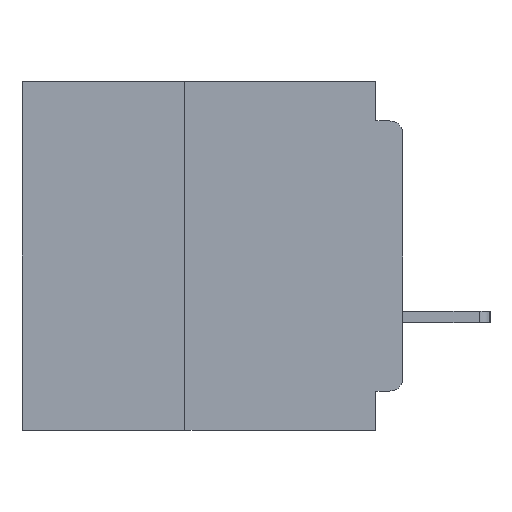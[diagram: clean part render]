
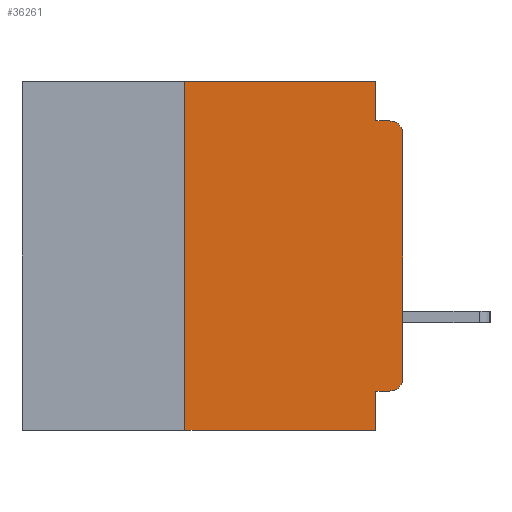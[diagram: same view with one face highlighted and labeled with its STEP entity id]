
A CAD part, left-side view. The second image highlights one B-rep face of the part: STEP entity #36261.
In plain terms, the highlighted planar face has unit normal (-1, 0, 0).
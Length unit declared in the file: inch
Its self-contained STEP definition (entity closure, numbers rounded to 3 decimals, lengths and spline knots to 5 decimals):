
#2067 = VERTEX_POINT ( 'NONE', #15663 ) ;
#4137 = CARTESIAN_POINT ( 'NONE',  ( 0., 0.437, -0.4 ) ) ;
#4291 = EDGE_CURVE ( 'NONE', #22961, #2067, #10781, .T. ) ;
#4425 = LINE ( 'NONE', #23658, #34097 ) ;
#6992 = LINE ( 'NONE', #4137, #35423 ) ;
#7083 = EDGE_CURVE ( 'NONE', #16634, #22961, #4425, .T. ) ;
#7374 = LINE ( 'NONE', #12103, #46886 ) ;
#7580 = CARTESIAN_POINT ( 'NONE',  ( 0., 0.437, 0. ) ) ;
#7761 = CARTESIAN_POINT ( 'NONE',  ( 0., 0.031, -0.045 ) ) ;
#8021 = DIRECTION ( 'NONE',  ( 0., -1., 0. ) ) ;
#8172 = AXIS2_PLACEMENT_3D ( 'NONE', #37854, #14885, #41647 ) ;
#8492 = EDGE_CURVE ( 'NONE', #19107, #46197, #36493, .T. ) ;
#8506 = ORIENTED_EDGE ( 'NONE', *, *, #17395, .F. ) ;
#9194 = VERTEX_POINT ( 'NONE', #14713 ) ;
#9561 = VECTOR ( 'NONE', #29315, 39.37008 ) ;
#9911 = ORIENTED_EDGE ( 'NONE', *, *, #4291, .F. ) ;
#10309 = VERTEX_POINT ( 'NONE', #7761 ) ;
#10781 = LINE ( 'NONE', #25440, #9561 ) ;
#11432 = DIRECTION ( 'NONE',  ( -1., 0., 0. ) ) ;
#11562 = CARTESIAN_POINT ( 'NONE',  ( 0., 0.437, 0. ) ) ;
#12103 = CARTESIAN_POINT ( 'NONE',  ( 0., 0., -0.045 ) ) ;
#12443 = VECTOR ( 'NONE', #35584, 39.37008 ) ;
#12983 = EDGE_CURVE ( 'NONE', #22561, #10309, #22998, .T. ) ;
#13357 = CARTESIAN_POINT ( 'NONE',  ( 0., 0.015, -0.045 ) ) ;
#13393 = CARTESIAN_POINT ( 'NONE',  ( 0., 0.25, -0.4 ) ) ;
#13549 = AXIS2_PLACEMENT_3D ( 'NONE', #7580, #45930, #23320 ) ;
#13668 = ORIENTED_EDGE ( 'NONE', *, *, #7083, .F. ) ;
#14713 = CARTESIAN_POINT ( 'NONE',  ( 0., 0., -0.34 ) ) ;
#14885 = DIRECTION ( 'NONE',  ( -1., 0., 0. ) ) ;
#15663 = CARTESIAN_POINT ( 'NONE',  ( 0., 0.031, -0.4 ) ) ;
#16068 = VECTOR ( 'NONE', #40249, 39.37008 ) ;
#16634 = VERTEX_POINT ( 'NONE', #45935 ) ;
#16975 = VERTEX_POINT ( 'NONE', #13357 ) ;
#17395 = EDGE_CURVE ( 'NONE', #10309, #16975, #7374, .T. ) ;
#18186 = CARTESIAN_POINT ( 'NONE',  ( 0., 0.25, 0. ) ) ;
#19107 = VERTEX_POINT ( 'NONE', #42028 ) ;
#19384 = PLANE ( 'NONE',  #13549 ) ;
#19459 = DIRECTION ( 'NONE',  ( 0., -1., 0. ) ) ;
#20027 = CIRCLE ( 'NONE', #8172, 0.015 ) ;
#21472 = ORIENTED_EDGE ( 'NONE', *, *, #37390, .F. ) ;
#22561 = VERTEX_POINT ( 'NONE', #36086 ) ;
#22961 = VERTEX_POINT ( 'NONE', #23406 ) ;
#22998 = LINE ( 'NONE', #44923, #33207 ) ;
#23320 = DIRECTION ( 'NONE',  ( 0., 0., -1. ) ) ;
#23406 = CARTESIAN_POINT ( 'NONE',  ( 0., 0.031, -0.355 ) ) ;
#23658 = CARTESIAN_POINT ( 'NONE',  ( 0., 0., -0.355 ) ) ;
#25440 = CARTESIAN_POINT ( 'NONE',  ( 0., 0.031, -0.4 ) ) ;
#26390 = EDGE_CURVE ( 'NONE', #19107, #2067, #6992, .T. ) ;
#26716 = ORIENTED_EDGE ( 'NONE', *, *, #32246, .T. ) ;
#29315 = DIRECTION ( 'NONE',  ( 0., 0., -1. ) ) ;
#30259 = EDGE_LOOP ( 'NONE', ( #41686, #45406, #8506, #30360, #21472, #31815, #42713, #9911, #13668, #26716 ) ) ;
#30360 = ORIENTED_EDGE ( 'NONE', *, *, #12983, .F. ) ;
#31815 = ORIENTED_EDGE ( 'NONE', *, *, #8492, .F. ) ;
#31839 = CARTESIAN_POINT ( 'NONE',  ( 0., 0., 0. ) ) ;
#32246 = EDGE_CURVE ( 'NONE', #16634, #9194, #20027, .T. ) ;
#32720 = AXIS2_PLACEMENT_3D ( 'NONE', #34600, #11432, #38341 ) ;
#33207 = VECTOR ( 'NONE', #41165, 39.37008 ) ;
#33305 = VECTOR ( 'NONE', #19459, 39.37008 ) ;
#34097 = VECTOR ( 'NONE', #46243, 39.37008 ) ;
#34600 = CARTESIAN_POINT ( 'NONE',  ( 0., 0.015, -0.06 ) ) ;
#35423 = VECTOR ( 'NONE', #8021, 39.37008 ) ;
#35584 = DIRECTION ( 'NONE',  ( 0., 0., 1. ) ) ;
#36086 = CARTESIAN_POINT ( 'NONE',  ( 0., 0.031, 0. ) ) ;
#36261 = ADVANCED_FACE ( 'NONE', ( #36906 ), #19384, .F. ) ;
#36493 = LINE ( 'NONE', #13393, #16068 ) ;
#36906 = FACE_OUTER_BOUND ( 'NONE', #30259, .T. ) ;
#37390 = EDGE_CURVE ( 'NONE', #46197, #22561, #43252, .T. ) ;
#37854 = CARTESIAN_POINT ( 'NONE',  ( 0., 0.015, -0.34 ) ) ;
#38296 = EDGE_CURVE ( 'NONE', #45381, #16975, #42636, .T. ) ;
#38341 = DIRECTION ( 'NONE',  ( 0., 0., -1. ) ) ;
#39361 = CARTESIAN_POINT ( 'NONE',  ( 0., 0., -0.06 ) ) ;
#40201 = EDGE_CURVE ( 'NONE', #9194, #45381, #47665, .T. ) ;
#40249 = DIRECTION ( 'NONE',  ( 0., 0., 1. ) ) ;
#41165 = DIRECTION ( 'NONE',  ( 0., 0., -1. ) ) ;
#41647 = DIRECTION ( 'NONE',  ( 0., 0., -1. ) ) ;
#41686 = ORIENTED_EDGE ( 'NONE', *, *, #40201, .T. ) ;
#42028 = CARTESIAN_POINT ( 'NONE',  ( 0., 0.25, -0.4 ) ) ;
#42636 = CIRCLE ( 'NONE', #32720, 0.015 ) ;
#42713 = ORIENTED_EDGE ( 'NONE', *, *, #26390, .T. ) ;
#43252 = LINE ( 'NONE', #11562, #33305 ) ;
#44923 = CARTESIAN_POINT ( 'NONE',  ( 0., 0.031, 0. ) ) ;
#45381 = VERTEX_POINT ( 'NONE', #39361 ) ;
#45406 = ORIENTED_EDGE ( 'NONE', *, *, #38296, .T. ) ;
#45930 = DIRECTION ( 'NONE',  ( 1., 0., 0. ) ) ;
#45935 = CARTESIAN_POINT ( 'NONE',  ( 0., 0.015, -0.355 ) ) ;
#46197 = VERTEX_POINT ( 'NONE', #18186 ) ;
#46243 = DIRECTION ( 'NONE',  ( 0., 1., 0. ) ) ;
#46514 = DIRECTION ( 'NONE',  ( 0., -1., 0. ) ) ;
#46886 = VECTOR ( 'NONE', #46514, 39.37008 ) ;
#47665 = LINE ( 'NONE', #31839, #12443 ) ;
